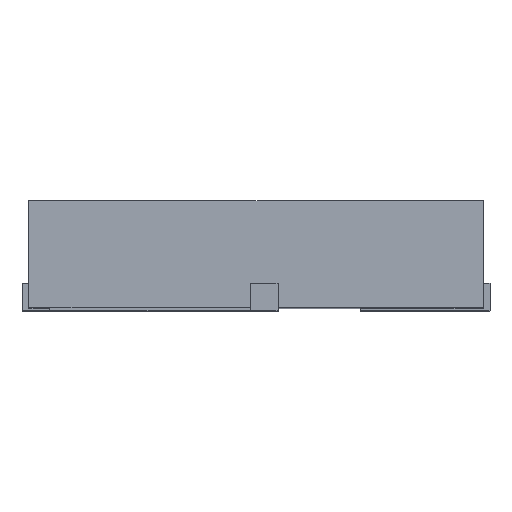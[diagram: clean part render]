
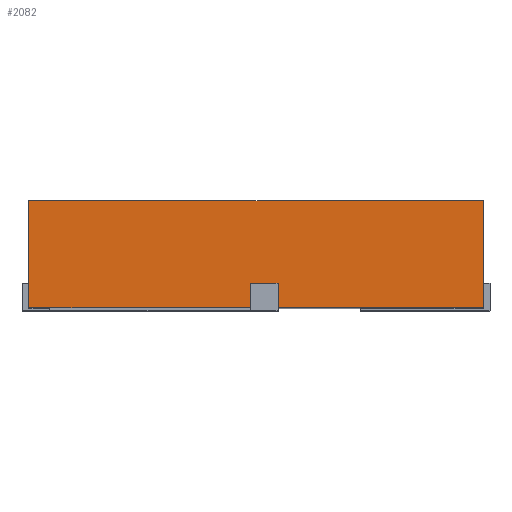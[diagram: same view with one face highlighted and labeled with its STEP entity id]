
A CAD part, top view. The second image highlights one B-rep face of the part: STEP entity #2082.
In plain terms, the highlighted planar face has unit normal (0, 0, 1).
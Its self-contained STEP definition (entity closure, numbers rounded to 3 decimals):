
#77 = CARTESIAN_POINT ( 'NONE',  ( -0.04, 0.02, 1.65 ) ) ;
#132 = CARTESIAN_POINT ( 'NONE',  ( -1.65, 0.8, 1.65 ) ) ;
#149 = LINE ( 'NONE', #2895, #1047 ) ;
#322 = VERTEX_POINT ( 'NONE', #1373 ) ;
#327 = VERTEX_POINT ( 'NONE', #3124 ) ;
#412 = DIRECTION ( 'NONE',  ( -1., 0., 0. ) ) ;
#456 = CARTESIAN_POINT ( 'NONE',  ( -1.65, 6.267, 1.65 ) ) ;
#497 = DIRECTION ( 'NONE',  ( 0., -1., 0. ) ) ;
#574 = VECTOR ( 'NONE', #2869, 1000. ) ;
#611 = EDGE_CURVE ( 'NONE', #327, #1046, #879, .T. ) ;
#640 = DIRECTION ( 'NONE',  ( 1., 0., 0. ) ) ;
#654 = VERTEX_POINT ( 'NONE', #1165 ) ;
#716 = ORIENTED_EDGE ( 'NONE', *, *, #1559, .T. ) ;
#808 = EDGE_CURVE ( 'NONE', #1046, #2106, #1674, .T. ) ;
#813 = CARTESIAN_POINT ( 'NONE',  ( 0.16, 0.2, 1.65 ) ) ;
#879 = LINE ( 'NONE', #1900, #1837 ) ;
#890 = LINE ( 'NONE', #1122, #2985 ) ;
#899 = CARTESIAN_POINT ( 'NONE',  ( -1.65, 0.02, 1.65 ) ) ;
#979 = ORIENTED_EDGE ( 'NONE', *, *, #1923, .T. ) ;
#997 = CARTESIAN_POINT ( 'NONE',  ( 1.65, 0.02, 1.65 ) ) ;
#1016 = PLANE ( 'NONE',  #2707 ) ;
#1046 = VERTEX_POINT ( 'NONE', #813 ) ;
#1047 = VECTOR ( 'NONE', #640, 1000. ) ;
#1061 = CARTESIAN_POINT ( 'NONE',  ( -0.04, 6.267, 1.65 ) ) ;
#1122 = CARTESIAN_POINT ( 'NONE',  ( 1.65, 6.267, 1.65 ) ) ;
#1158 = EDGE_LOOP ( 'NONE', ( #1754, #2962, #1330, #2515, #1780, #1294, #979, #716 ) ) ;
#1165 = CARTESIAN_POINT ( 'NONE',  ( 1.65, 0.8, 1.65 ) ) ;
#1294 = ORIENTED_EDGE ( 'NONE', *, *, #3068, .F. ) ;
#1312 = CARTESIAN_POINT ( 'NONE',  ( -1.65, 6.267, 1.65 ) ) ;
#1330 = ORIENTED_EDGE ( 'NONE', *, *, #611, .F. ) ;
#1373 = CARTESIAN_POINT ( 'NONE',  ( -1.65, 0.02, 1.65 ) ) ;
#1559 = EDGE_CURVE ( 'NONE', #322, #3008, #2168, .T. ) ;
#1630 = DIRECTION ( 'NONE',  ( -1., 0., 0. ) ) ;
#1640 = VECTOR ( 'NONE', #497, 1000. ) ;
#1660 = DIRECTION ( 'NONE',  ( 0., 1., 0. ) ) ;
#1674 = LINE ( 'NONE', #2919, #3023 ) ;
#1710 = LINE ( 'NONE', #456, #3034 ) ;
#1723 = DIRECTION ( 'NONE',  ( 0., -1., 0. ) ) ;
#1754 = ORIENTED_EDGE ( 'NONE', *, *, #2222, .F. ) ;
#1780 = ORIENTED_EDGE ( 'NONE', *, *, #3206, .F. ) ;
#1837 = VECTOR ( 'NONE', #1660, 1000. ) ;
#1900 = CARTESIAN_POINT ( 'NONE',  ( 0.16, 6.267, 1.65 ) ) ;
#1923 = EDGE_CURVE ( 'NONE', #3288, #322, #1710, .T. ) ;
#1942 = CARTESIAN_POINT ( 'NONE',  ( -0.04, 0.2, 1.65 ) ) ;
#2082 = ADVANCED_FACE ( 'NONE', ( #2320 ), #1016, .F. ) ;
#2106 = VERTEX_POINT ( 'NONE', #1942 ) ;
#2114 = CARTESIAN_POINT ( 'NONE',  ( -1.65, 0.8, 1.65 ) ) ;
#2148 = DIRECTION ( 'NONE',  ( 1., 0., 0. ) ) ;
#2168 = LINE ( 'NONE', #899, #574 ) ;
#2198 = VERTEX_POINT ( 'NONE', #997 ) ;
#2222 = EDGE_CURVE ( 'NONE', #2106, #3008, #3075, .T. ) ;
#2320 = FACE_OUTER_BOUND ( 'NONE', #1158, .T. ) ;
#2376 = LINE ( 'NONE', #2114, #2658 ) ;
#2515 = ORIENTED_EDGE ( 'NONE', *, *, #3249, .T. ) ;
#2640 = DIRECTION ( 'NONE',  ( 0., 0., -1. ) ) ;
#2658 = VECTOR ( 'NONE', #2148, 1000. ) ;
#2707 = AXIS2_PLACEMENT_3D ( 'NONE', #1312, #2640, #1630 ) ;
#2869 = DIRECTION ( 'NONE',  ( 1., 0., 0. ) ) ;
#2895 = CARTESIAN_POINT ( 'NONE',  ( -1.65, 0.02, 1.65 ) ) ;
#2916 = DIRECTION ( 'NONE',  ( 0., -1., 0. ) ) ;
#2919 = CARTESIAN_POINT ( 'NONE',  ( -1.65, 0.2, 1.65 ) ) ;
#2962 = ORIENTED_EDGE ( 'NONE', *, *, #808, .F. ) ;
#2985 = VECTOR ( 'NONE', #2916, 1000. ) ;
#3008 = VERTEX_POINT ( 'NONE', #77 ) ;
#3023 = VECTOR ( 'NONE', #412, 1000. ) ;
#3034 = VECTOR ( 'NONE', #1723, 1000. ) ;
#3068 = EDGE_CURVE ( 'NONE', #3288, #654, #2376, .T. ) ;
#3075 = LINE ( 'NONE', #1061, #1640 ) ;
#3124 = CARTESIAN_POINT ( 'NONE',  ( 0.16, 0.02, 1.65 ) ) ;
#3206 = EDGE_CURVE ( 'NONE', #654, #2198, #890, .T. ) ;
#3249 = EDGE_CURVE ( 'NONE', #327, #2198, #149, .T. ) ;
#3288 = VERTEX_POINT ( 'NONE', #132 ) ;
